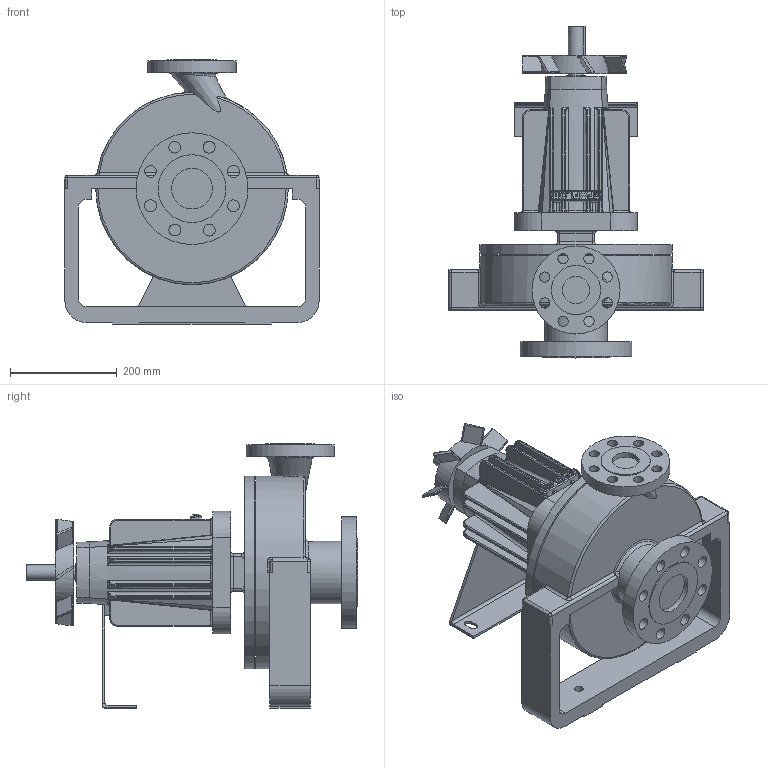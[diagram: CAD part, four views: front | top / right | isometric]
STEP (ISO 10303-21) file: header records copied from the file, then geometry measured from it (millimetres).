
FILE_DESCRIPTION(/* description */ ('Unknown'),/* implementation_level */ '2;1');
FILE_NAME(/* name */ 'CTP 2x3x10',/* time_stamp */ '2016-06-28T11:36:05+02:00',/* author */ ('Unknown'),/* organization */ ('Unknown'),/* preprocessor_version */ 'ST-DEVELOPER v16',/* originating_system */ 'DEX',/* authorisation */ $);
FILE_SCHEMA (('AUTOMOTIVE_DESIGN {1 0 10303 214 3 1 1}'));
Length unit declared in the file: millimetre
Products named in the file (1): Maatschets3D CTP pump only
Bounding box: 476.25 x 622.3 x 495.3 mm (x, y, z)
Volume: 23398152.3 mm3; surface area: 1382833.8 mm2
Topology: 1 solids, 1 shells, 808 faces, 2050 edges, 1182 vertices
Faces by surface type: plane 264, cylinder 258, bspline 201, torus 51, sphere 30, cone 4
Full cylindrical faces by diameter (mm): 16 x2, 19.05 x8, 22.225 x8, 28.563 x2, 35 x1, 50.8 x1, 76.2 x1, 92.075 x1, 117 x2, 127 x1, 130 x1, 165 x1, 209.55 x1, 280 x1, 361 x2
Entity records: 39002 total; most frequent: CARTESIAN_POINT 15756, ORIENTED_EDGE 3798, DIRECTION 3337, EDGE_CURVE 1899, AXIS2_PLACEMENT_3D 1276, VERTEX_POINT 1158, EDGE_LOOP 915, FACE_BOUND 915
